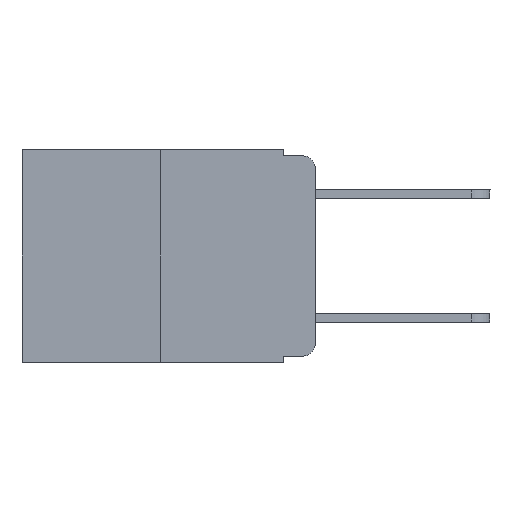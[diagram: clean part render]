
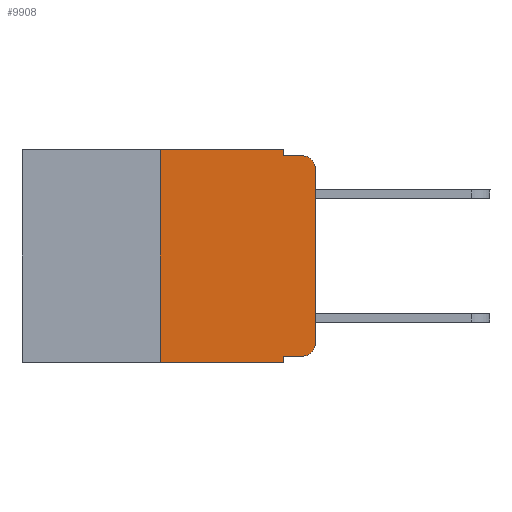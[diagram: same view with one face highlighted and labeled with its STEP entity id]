
A CAD part, left-side view. The second image highlights one B-rep face of the part: STEP entity #9908.
In plain terms, the highlighted planar face has unit normal (-1, 0, 0).
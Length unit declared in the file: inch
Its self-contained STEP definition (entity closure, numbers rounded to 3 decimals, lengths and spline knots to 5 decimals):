
#117 = CARTESIAN_POINT ( 'NONE',  ( 0., 0.473, 0. ) ) ;
#495 = DIRECTION ( 'NONE',  ( -1., 0., 0. ) ) ;
#672 = DIRECTION ( 'NONE',  ( 1., 0., 0. ) ) ;
#724 = EDGE_CURVE ( 'NONE', #19098, #6852, #18445, .T. ) ;
#732 = VECTOR ( 'NONE', #6745, 39.37008 ) ;
#775 = VECTOR ( 'NONE', #21045, 39.37008 ) ;
#811 = ORIENTED_EDGE ( 'NONE', *, *, #23236, .F. ) ;
#978 = LINE ( 'NONE', #15032, #775 ) ;
#1264 = LINE ( 'NONE', #5121, #5522 ) ;
#2048 = ORIENTED_EDGE ( 'NONE', *, *, #10833, .T. ) ;
#2182 = VERTEX_POINT ( 'NONE', #25417 ) ;
#2190 = CARTESIAN_POINT ( 'NONE',  ( 0., 0.02, -0.03 ) ) ;
#2319 = DIRECTION ( 'NONE',  ( 0., 0., -1. ) ) ;
#2901 = EDGE_CURVE ( 'NONE', #25245, #10564, #16581, .T. ) ;
#3129 = DIRECTION ( 'NONE',  ( 0., 0., -1. ) ) ;
#3416 = VERTEX_POINT ( 'NONE', #22656 ) ;
#3529 = CARTESIAN_POINT ( 'NONE',  ( 0., 0.051, 0. ) ) ;
#4304 = CARTESIAN_POINT ( 'NONE',  ( 0., 0.25, 0. ) ) ;
#4627 = LINE ( 'NONE', #12848, #732 ) ;
#5121 = CARTESIAN_POINT ( 'NONE',  ( 0., 0.051, 0. ) ) ;
#5279 = ORIENTED_EDGE ( 'NONE', *, *, #5720, .T. ) ;
#5522 = VECTOR ( 'NONE', #3129, 39.37008 ) ;
#5720 = EDGE_CURVE ( 'NONE', #6852, #20763, #22036, .T. ) ;
#5914 = DIRECTION ( 'NONE',  ( -1., 0., 0. ) ) ;
#6170 = EDGE_CURVE ( 'NONE', #3416, #19098, #19994, .T. ) ;
#6391 = VECTOR ( 'NONE', #26119, 39.37008 ) ;
#6745 = DIRECTION ( 'NONE',  ( 0., 0., 1. ) ) ;
#6852 = VERTEX_POINT ( 'NONE', #17239 ) ;
#7430 = ORIENTED_EDGE ( 'NONE', *, *, #20409, .T. ) ;
#7768 = ORIENTED_EDGE ( 'NONE', *, *, #2901, .F. ) ;
#8619 = CARTESIAN_POINT ( 'NONE',  ( 0., 0.473, 0. ) ) ;
#8700 = DIRECTION ( 'NONE',  ( 0., 0., -1. ) ) ;
#8717 = LINE ( 'NONE', #14571, #24091 ) ;
#9377 = CARTESIAN_POINT ( 'NONE',  ( 0., 0.051, -0.343 ) ) ;
#9859 = DIRECTION ( 'NONE',  ( 0., -1., 0. ) ) ;
#9908 = ADVANCED_FACE ( 'NONE', ( #23120 ), #13135, .F. ) ;
#10564 = VERTEX_POINT ( 'NONE', #3529 ) ;
#10575 = CARTESIAN_POINT ( 'NONE',  ( 0., 0.02, -0.313 ) ) ;
#10833 = EDGE_CURVE ( 'NONE', #20763, #2182, #13331, .T. ) ;
#12080 = AXIS2_PLACEMENT_3D ( 'NONE', #10575, #495, #8700 ) ;
#12237 = VECTOR ( 'NONE', #16165, 39.37008 ) ;
#12349 = EDGE_LOOP ( 'NONE', ( #5279, #2048, #23164, #13923, #7768, #25494, #7430, #811, #23064, #13839 ) ) ;
#12440 = VERTEX_POINT ( 'NONE', #9377 ) ;
#12744 = DIRECTION ( 'NONE',  ( 0., 0., -1. ) ) ;
#12848 = CARTESIAN_POINT ( 'NONE',  ( 0., 0.25, 0. ) ) ;
#13135 = PLANE ( 'NONE',  #16745 ) ;
#13232 = VECTOR ( 'NONE', #9859, 39.37008 ) ;
#13331 = CIRCLE ( 'NONE', #23121, 0.02 ) ;
#13839 = ORIENTED_EDGE ( 'NONE', *, *, #724, .T. ) ;
#13923 = ORIENTED_EDGE ( 'NONE', *, *, #18388, .F. ) ;
#13938 = VERTEX_POINT ( 'NONE', #18004 ) ;
#14571 = CARTESIAN_POINT ( 'NONE',  ( 0., 0.051, 0. ) ) ;
#15032 = CARTESIAN_POINT ( 'NONE',  ( 0., 0.051, -0.01 ) ) ;
#15178 = EDGE_CURVE ( 'NONE', #13938, #25245, #4627, .T. ) ;
#15761 = CARTESIAN_POINT ( 'NONE',  ( 0., 0., 0. ) ) ;
#16108 = EDGE_CURVE ( 'NONE', #20987, #2182, #978, .T. ) ;
#16165 = DIRECTION ( 'NONE',  ( 0., 0., 1. ) ) ;
#16581 = LINE ( 'NONE', #117, #17712 ) ;
#16745 = AXIS2_PLACEMENT_3D ( 'NONE', #8619, #672, #12744 ) ;
#17239 = CARTESIAN_POINT ( 'NONE',  ( 0., 0., -0.313 ) ) ;
#17699 = LINE ( 'NONE', #21972, #13232 ) ;
#17712 = VECTOR ( 'NONE', #22329, 39.37008 ) ;
#17932 = CARTESIAN_POINT ( 'NONE',  ( 0., 0., -0.03 ) ) ;
#17987 = CARTESIAN_POINT ( 'NONE',  ( 0., 0.051, -0.333 ) ) ;
#18004 = CARTESIAN_POINT ( 'NONE',  ( 0., 0.25, -0.343 ) ) ;
#18388 = EDGE_CURVE ( 'NONE', #10564, #20987, #1264, .T. ) ;
#18445 = CIRCLE ( 'NONE', #12080, 0.02 ) ;
#19098 = VERTEX_POINT ( 'NONE', #23832 ) ;
#19994 = LINE ( 'NONE', #17987, #6391 ) ;
#20409 = EDGE_CURVE ( 'NONE', #13938, #12440, #17699, .T. ) ;
#20732 = CARTESIAN_POINT ( 'NONE',  ( 0., 0.051, -0.01 ) ) ;
#20763 = VERTEX_POINT ( 'NONE', #17932 ) ;
#20987 = VERTEX_POINT ( 'NONE', #20732 ) ;
#21045 = DIRECTION ( 'NONE',  ( 0., -1., 0. ) ) ;
#21972 = CARTESIAN_POINT ( 'NONE',  ( 0., 0.473, -0.343 ) ) ;
#22036 = LINE ( 'NONE', #15761, #12237 ) ;
#22329 = DIRECTION ( 'NONE',  ( 0., -1., 0. ) ) ;
#22656 = CARTESIAN_POINT ( 'NONE',  ( 0., 0.051, -0.333 ) ) ;
#23064 = ORIENTED_EDGE ( 'NONE', *, *, #6170, .T. ) ;
#23120 = FACE_OUTER_BOUND ( 'NONE', #12349, .T. ) ;
#23121 = AXIS2_PLACEMENT_3D ( 'NONE', #2190, #5914, #2319 ) ;
#23164 = ORIENTED_EDGE ( 'NONE', *, *, #16108, .F. ) ;
#23236 = EDGE_CURVE ( 'NONE', #3416, #12440, #8717, .T. ) ;
#23832 = CARTESIAN_POINT ( 'NONE',  ( 0., 0.02, -0.333 ) ) ;
#24091 = VECTOR ( 'NONE', #24953, 39.37008 ) ;
#24953 = DIRECTION ( 'NONE',  ( 0., 0., -1. ) ) ;
#25245 = VERTEX_POINT ( 'NONE', #4304 ) ;
#25417 = CARTESIAN_POINT ( 'NONE',  ( 0., 0.02, -0.01 ) ) ;
#25494 = ORIENTED_EDGE ( 'NONE', *, *, #15178, .F. ) ;
#26119 = DIRECTION ( 'NONE',  ( 0., -1., 0. ) ) ;
